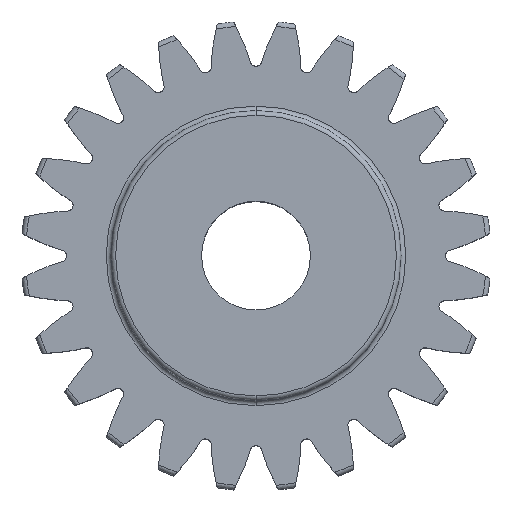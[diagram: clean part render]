
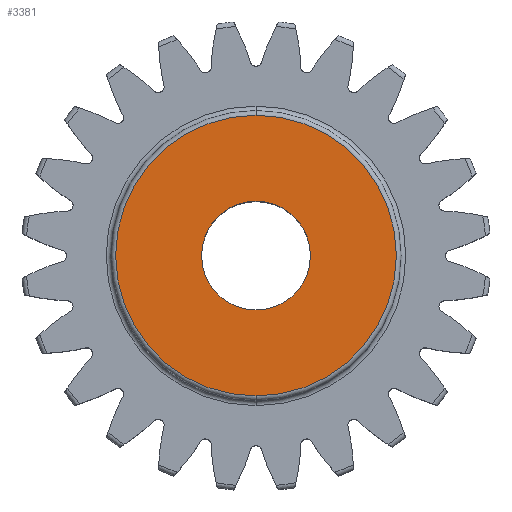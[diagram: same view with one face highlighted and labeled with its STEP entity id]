
A CAD part, top view. The second image highlights one B-rep face of the part: STEP entity #3381.
In plain terms, the highlighted planar face has unit normal (0, 0, 1).
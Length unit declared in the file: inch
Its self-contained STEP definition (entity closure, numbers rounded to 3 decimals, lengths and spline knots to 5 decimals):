
#457 = VERTEX_POINT ( 'NONE', #4836 ) ;
#681 = CIRCLE ( 'NONE', #4239, 0.2419 ) ;
#787 = CIRCLE ( 'NONE', #6254, 0.2419 ) ;
#959 = EDGE_CURVE ( 'NONE', #457, #5829, #1318, .T. ) ;
#972 = FACE_BOUND ( 'NONE', #2508, .T. ) ;
#1068 = EDGE_CURVE ( 'NONE', #4099, #6598, #787, .T. ) ;
#1255 = ORIENTED_EDGE ( 'NONE', *, *, #4901, .T. ) ;
#1318 = CIRCLE ( 'NONE', #2148, 0.09375 ) ;
#1360 = ORIENTED_EDGE ( 'NONE', *, *, #3788, .T. ) ;
#1449 = ORIENTED_EDGE ( 'NONE', *, *, #1068, .T. ) ;
#1469 = DIRECTION ( 'NONE',  ( 0., 0., -1. ) ) ;
#1865 = AXIS2_PLACEMENT_3D ( 'NONE', #4843, #5953, #2605 ) ;
#2148 = AXIS2_PLACEMENT_3D ( 'NONE', #3978, #3983, #3998 ) ;
#2508 = EDGE_LOOP ( 'NONE', ( #1255, #5533 ) ) ;
#2605 = DIRECTION ( 'NONE',  ( 0., -1., 0. ) ) ;
#3096 = CARTESIAN_POINT ( 'NONE',  ( 0., 0., 0.5 ) ) ;
#3289 = DIRECTION ( 'NONE',  ( 0., -1., 0. ) ) ;
#3292 = DIRECTION ( 'NONE',  ( 0., 0., 1. ) ) ;
#3299 = CARTESIAN_POINT ( 'NONE',  ( 0., 0., 0.5 ) ) ;
#3381 = ADVANCED_FACE ( 'NONE', ( #5641, #972 ), #4285, .T. ) ;
#3650 = DIRECTION ( 'NONE',  ( 0., -1., 0. ) ) ;
#3788 = EDGE_CURVE ( 'NONE', #6598, #4099, #681, .T. ) ;
#3978 = CARTESIAN_POINT ( 'NONE',  ( 0., 0., 0.5 ) ) ;
#3983 = DIRECTION ( 'NONE',  ( 0., 0., -1. ) ) ;
#3998 = DIRECTION ( 'NONE',  ( 0., 1., 0. ) ) ;
#4099 = VERTEX_POINT ( 'NONE', #4321 ) ;
#4239 = AXIS2_PLACEMENT_3D ( 'NONE', #3096, #6965, #3650 ) ;
#4285 = PLANE ( 'NONE',  #1865 ) ;
#4321 = CARTESIAN_POINT ( 'NONE',  ( 0., -0.2419, 0.5 ) ) ;
#4462 = EDGE_LOOP ( 'NONE', ( #1449, #1360 ) ) ;
#4836 = CARTESIAN_POINT ( 'NONE',  ( 0., -0.09375, 0.5 ) ) ;
#4843 = CARTESIAN_POINT ( 'NONE',  ( 0., 0.09375, 0.5 ) ) ;
#4862 = CARTESIAN_POINT ( 'NONE',  ( 0., 0., 0.5 ) ) ;
#4883 = CARTESIAN_POINT ( 'NONE',  ( 0., 0.2419, 0.5 ) ) ;
#4901 = EDGE_CURVE ( 'NONE', #5829, #457, #6463, .T. ) ;
#5114 = CARTESIAN_POINT ( 'NONE',  ( 0., 0.09375, 0.5 ) ) ;
#5426 = DIRECTION ( 'NONE',  ( 0., 1., 0. ) ) ;
#5533 = ORIENTED_EDGE ( 'NONE', *, *, #959, .T. ) ;
#5559 = AXIS2_PLACEMENT_3D ( 'NONE', #4862, #1469, #5426 ) ;
#5641 = FACE_OUTER_BOUND ( 'NONE', #4462, .T. ) ;
#5829 = VERTEX_POINT ( 'NONE', #5114 ) ;
#5953 = DIRECTION ( 'NONE',  ( 0., 0., 1. ) ) ;
#6254 = AXIS2_PLACEMENT_3D ( 'NONE', #3299, #3292, #3289 ) ;
#6463 = CIRCLE ( 'NONE', #5559, 0.09375 ) ;
#6598 = VERTEX_POINT ( 'NONE', #4883 ) ;
#6965 = DIRECTION ( 'NONE',  ( 0., 0., 1. ) ) ;
